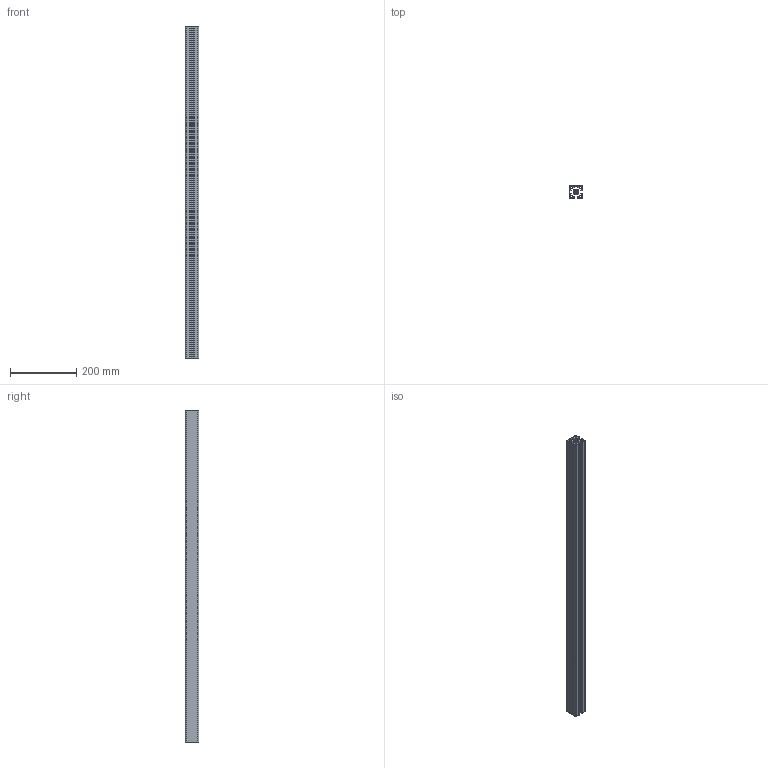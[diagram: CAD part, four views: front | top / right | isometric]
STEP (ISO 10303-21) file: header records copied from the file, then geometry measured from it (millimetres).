
FILE_DESCRIPTION (( 'STEP AP203' ), '1' );
FILE_NAME ('40 x 40 2K SÝGMA PROFÝL.STEP', '2013-07-30T08:19:02', ( '' ), ( '' ), 'SwSTEP 2.0', 'SolidWorks 2013', '' );
FILE_SCHEMA (( 'CONFIG_CONTROL_DESIGN' ));
Length unit declared in the file: millimetre
Products named in the file (1): 40 x 40 2K SÝGMA PROFÝL
Bounding box: 40 x 40 x 1000 mm (x, y, z)
Volume: 461150 mm3; surface area: 590120.4 mm2
Topology: 1 solids, 1 shells, 207 faces, 615 edges, 410 vertices
Faces by surface type: plane 122, cylinder 85
Entity records: 7064 total; most frequent: CARTESIAN_POINT 1233, ORIENTED_EDGE 1230, DIRECTION 1201, EDGE_CURVE 615, LINE 445, VECTOR 445, VERTEX_POINT 410, AXIS2_PLACEMENT_3D 378
